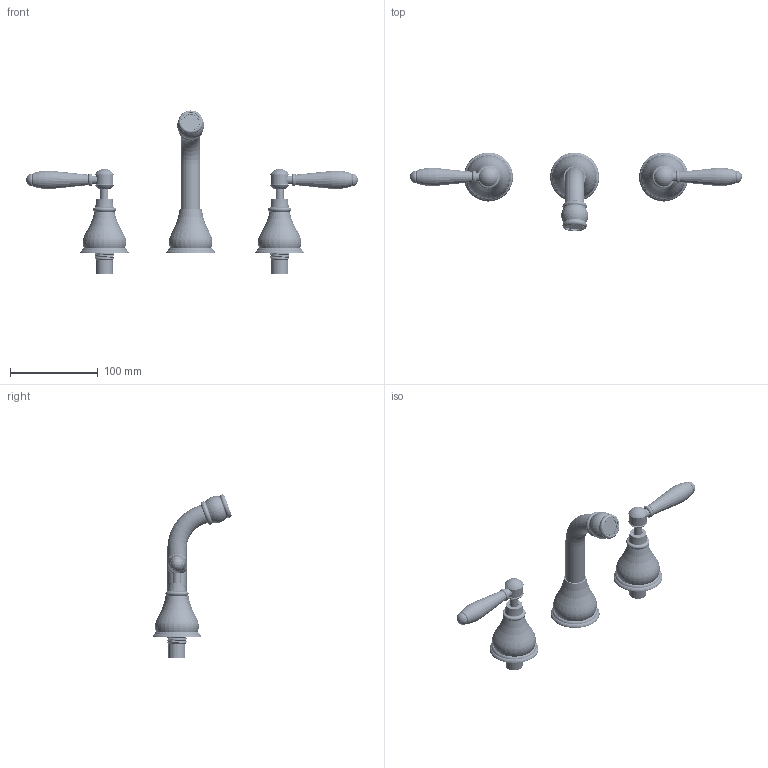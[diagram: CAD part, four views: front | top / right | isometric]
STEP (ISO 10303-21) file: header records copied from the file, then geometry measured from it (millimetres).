
FILE_DESCRIPTION (( 'STEP AP203' ), '1' );
FILE_NAME ('MV1061LCHP.STEP', '2020-02-27T02:23:48', ( 'Windows 蚚誧' ), ( '' ), 'SwSTEP 2.0', 'SolidWorks 2019', '' );
FILE_SCHEMA (( 'CONFIG_CONTROL_DESIGN' ));
Length unit declared in the file: millimetre
Products named in the file (29): 175忒梟裝芛; 17x2 O型圈; 175枎棟忒梟裝; MV堤阨諳; MV双把入墙钟罩; 28.5X22.5X1.5綻祧菜え; 7x1.5 O型圈; 22x150堤阨奪ㄗ爾諉ㄘ; MVХ宒唌詰奪釱; 175忒梟蟀諉裝; MV1061LCHP; 22x150堤阨奪爾諉奪; 辦羲30.5坶踡蹟譫; 5-8辦羲概郋-110酗; 110快开插齿G58阀芯（30.5阀盖）; MV插齿陶瓷一字手轮; M16x1 22奪爾諉芛; 囀鞠褒潑芛蹟佪M5x12 (G12090G00); MV邧參珨趼忒謫釱; 臟賙M21.5X1堤阨厙; 唌詰奪郪 150MM; MV1070LCHP; MV堤阨諳ㄗ郪ㄘ; MV邧參醱髓笘欶釱; M16X1 22奪爾諉簽; 入墙浴缸管座组; 175忒梟裝簽
Assembly tree (41 placements, depth 4):
  MV1061LCHP
    MV1070LCHP
      110快开插齿G58阀芯（30.5阀盖）
        5-8辦羲概郋-110酗
        辦羲30.5坶踡蹟譫
        28.5X22.5X1.5綻祧菜え
      110快开插齿G58阀芯（30.5阀盖）
        5-8辦羲概郋-110酗
        辦羲30.5坶踡蹟譫
        28.5X22.5X1.5綻祧菜え
      MV双把入墙钟罩  x2
      MV邧參醱髓笘欶釱  x2
      MV插齿陶瓷一字手轮
        MV邧參珨趼忒謫釱
        囀鞠褒潑芛蹟佪M5x12 (G12090G00)
        175忒梟裝芛
        175忒梟蟀諉裝
        175枎棟忒梟裝
        175忒梟裝簽
        7x1.5 O型圈
      MV插齿陶瓷一字手轮
        MV邧參珨趼忒謫釱
        囀鞠褒潑芛蹟佪M5x12 (G12090G00)
        175忒梟裝芛
        175忒梟蟀諉裝
        175枎棟忒梟裝
        175忒梟裝簽
        7x1.5 O型圈
    入墙浴缸管座组
      MVХ宒唌詰奪釱
      MV邧參醱髓笘欶釱
    唌詰奪郪 150MM
      22x150堤阨奪ㄗ爾諉ㄘ
        22x150堤阨奪爾諉奪
        M16x1 22奪爾諉芛
        M16X1 22奪爾諉簽
      MV堤阨諳ㄗ郪ㄘ
        MV堤阨諳
        臟賙M21.5X1堤阨厙
      17x2 O型圈
Bounding box: 379 x 90.34 x 186.19 mm (x, y, z)
Volume: 191189.6 mm3; surface area: 132987.5 mm2
Topology: 33 solids, 33 shells, 1658 faces, 4406 edges, 2864 vertices
Faces by surface type: cylinder 763, plane 411, cone 207, torus 138, bspline 125, sphere 14
Entity records: 67327 total; most frequent: CARTESIAN_POINT 41743, ORIENTED_EDGE 5164, DIRECTION 4237, EDGE_CURVE 2582, AXIS2_PLACEMENT_3D 1694, VERTEX_POINT 1681, EDGE_LOOP 1051, ADVANCED_FACE 981
